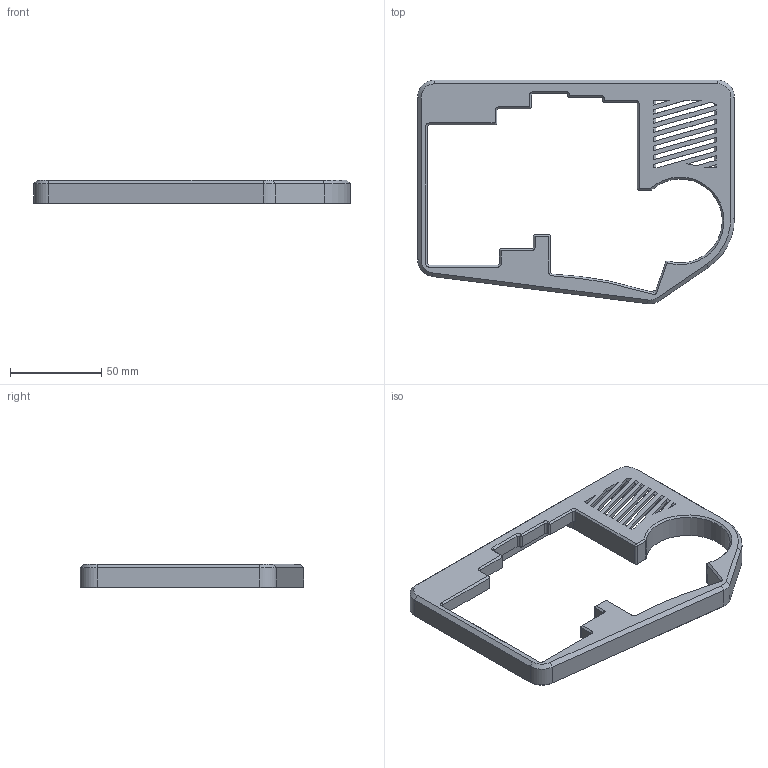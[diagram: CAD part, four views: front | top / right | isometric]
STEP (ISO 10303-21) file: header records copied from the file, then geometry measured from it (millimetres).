
FILE_DESCRIPTION(('FreeCAD Model'),'2;1');
FILE_NAME('Open CASCADE Shape Model','2025-04-21T11:47:02',(''),(''), 'Open CASCADE STEP processor 7.7','FreeCAD','Unknown');
FILE_SCHEMA(('AUTOMOTIVE_DESIGN { 1 0 10303 214 1 1 1 1 }'));
Length unit declared in the file: millimetre
Products named in the file (1): Body011 (Mirror #1)
Bounding box: 173.4 x 122.4 x 13 mm (x, y, z)
Volume: 57109 mm3; surface area: 32230.4 mm2
Topology: 1 solids, 1 shells, 283 faces, 772 edges, 499 vertices
Faces by surface type: plane 171, cylinder 73, cone 31, bspline 7, extrusion 1
Full cylindrical faces by diameter (mm): 1.5 x1, 3.2 x6
Entity records: 9335 total; most frequent: CARTESIAN_POINT 2004, ORIENTED_EDGE 1544, DIRECTION 1505, EDGE_CURVE 772, VECTOR 543, LINE 542, VERTEX_POINT 499, AXIS2_PLACEMENT_3D 481
